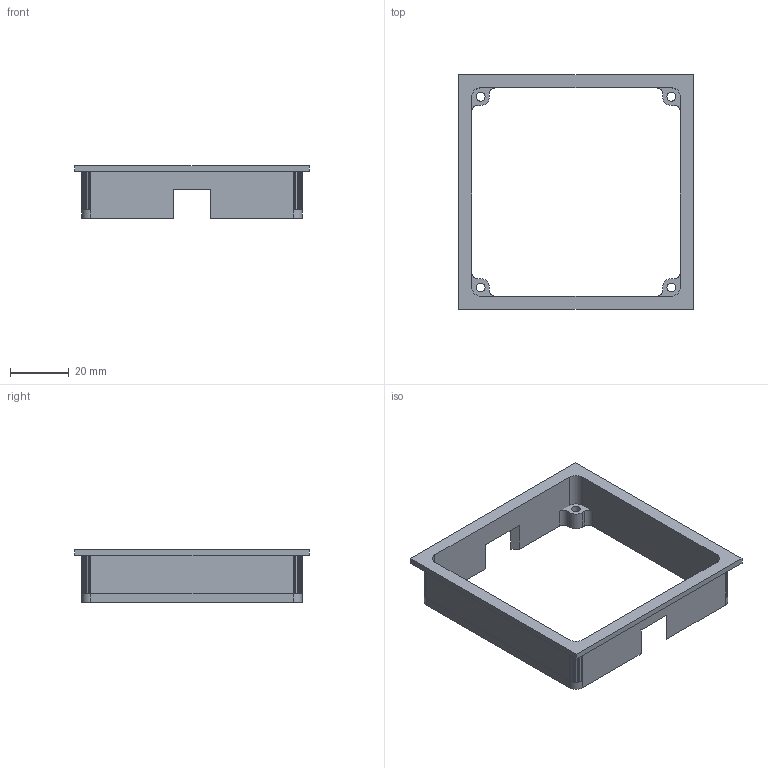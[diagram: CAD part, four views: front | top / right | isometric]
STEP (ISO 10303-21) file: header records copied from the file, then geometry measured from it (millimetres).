
FILE_DESCRIPTION(/* description */ (''),/* implementation_level */ '2;1');
FILE_NAME(/* name */ '33babe96-1e5b-4e33-bb7b-722df1cf4a3b.stp',/* time_stamp */ '2022-02-05T23:44:47+00:00',/* author */ (''),/* organization */ (''),/* preprocessor_version */ 'ST-DEVELOPER v18.1',/* originating_system */ 'Autodesk Translation Framework v10.13.0.1454',/* authorisation */ '');
FILE_SCHEMA (('AUTOMOTIVE_DESIGN { 1 0 10303 214 3 1 1 }'));
Length unit declared in the file: inch
Products named in the file (1): air core top copy w fillets v2 USE THIS ONE
Bounding box: 80 x 80 x 18 mm (x, y, z)
Volume: 12165.1 mm3; surface area: 13055.7 mm2
Topology: 1 solids, 1 shells, 147 faces, 345 edges, 200 vertices
Faces by surface type: plane 123, cylinder 24
Full cylindrical faces by diameter (mm): 3 x4
Entity records: 4280 total; most frequent: DIRECTION 725, CARTESIAN_POINT 693, ORIENTED_EDGE 690, EDGE_CURVE 345, LINE 261, VECTOR 261, AXIS2_PLACEMENT_3D 232, VERTEX_POINT 200
